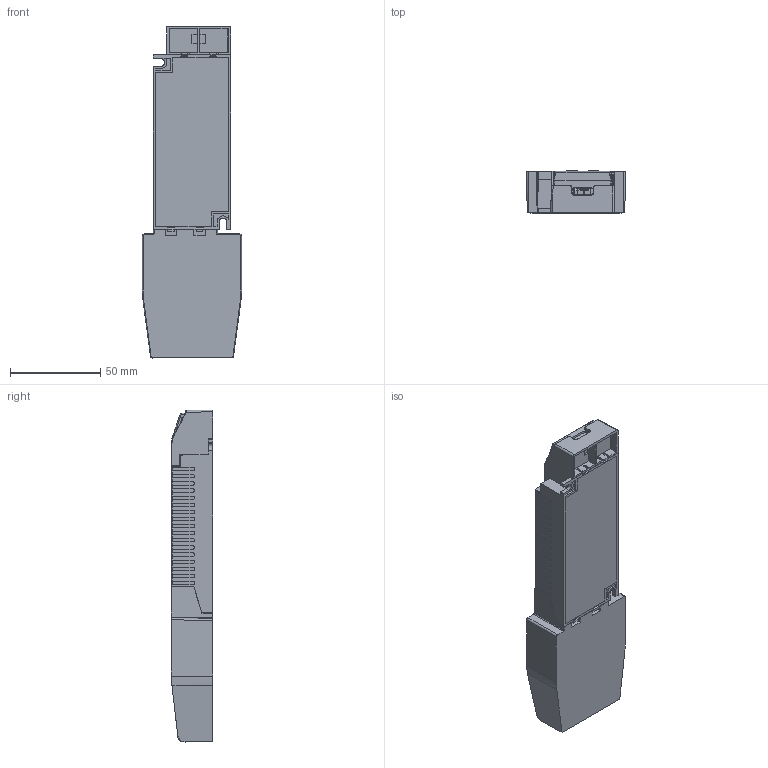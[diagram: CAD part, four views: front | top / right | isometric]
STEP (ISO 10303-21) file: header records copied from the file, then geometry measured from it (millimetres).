
FILE_DESCRIPTION(('Creo Elements/Direct Modeling STEP Export'),'2;1');
FILE_NAME('K107_Built-in_LILO Box and screwless cap.stp','2023-11-08T11:38:42',(''),(''),'Creo Elements/Direct Modeling STEP processor for AP214 (Solid Model)','Creo Elements/Direct Modeling 20.6 25-Mar-2023 (C) Parametric Technology GmbH','');
FILE_SCHEMA(('AUTOMOTIVE_DESIGN { 1 0 10303 214 1 1 1 1 }'));
Length unit declared in the file: millimetre
Products named in the file (10): case top; PCB; case bottom; CAP_TOP.PRT; CAP_BOTTOM.PRT; CAP_LILO_BOX.stp; CAP_SCREWLESS.stp; K107_BUILT-IN_LILO BOX_and_CAP WITH SCREWLESS.stp
Assembly tree (9 placements, depth 3):
  K107_BUILT-IN_LILO BOX_and_CAP WITH SCREWLESS.stp
    CAP_SCREWLESS.stp
      CAP_BOTTOM.PRT
      CAP_TOP.PRT
    CAP_LILO_BOX.stp
      CAP_BOTTOM.PRT
      CAP_TOP.PRT
    case bottom
    PCB
    case top
Bounding box: 55 x 23.1 x 184.37 mm (x, y, z)
Volume: 49765.2 mm3; surface area: 78531.7 mm2
Topology: 7 solids, 8 shells, 5366 faces, 14862 edges, 9797 vertices
Faces by surface type: plane 4199, extrusion 519, cylinder 506, torus 62, cone 36, bspline 34, sphere 10
Entity records: 187169 total; most frequent: CARTESIAN_POINT 39488, ORIENTED_EDGE 29700, DIRECTION 24571, EDGE_CURVE 14850, VECTOR 12841, LINE 12322, VERTEX_POINT 9797, AXIS2_PLACEMENT_3D 5865
